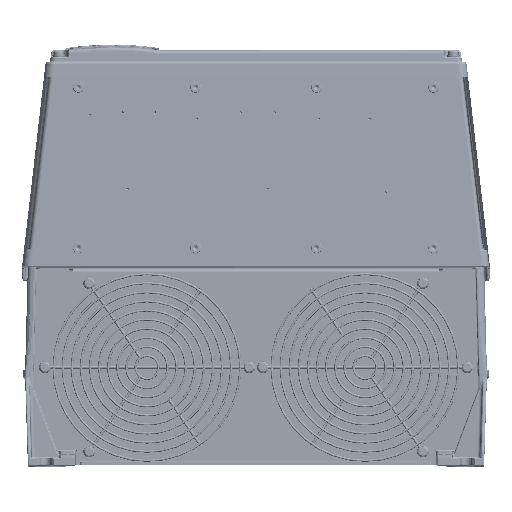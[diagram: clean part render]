
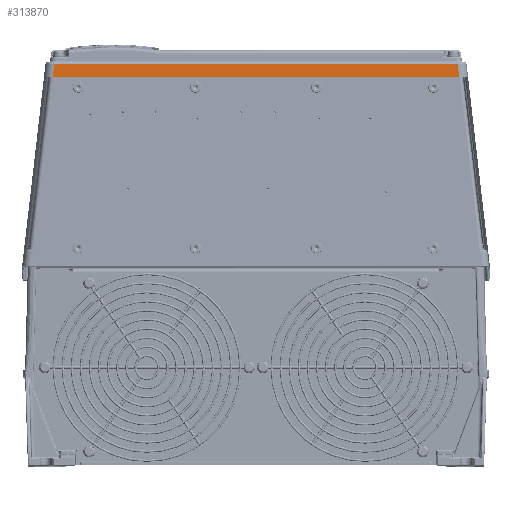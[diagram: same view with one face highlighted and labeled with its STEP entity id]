
A CAD part, top view. The second image highlights one B-rep face of the part: STEP entity #313870.
In plain terms, the highlighted planar face has unit normal (0, 0.035, 0.999).
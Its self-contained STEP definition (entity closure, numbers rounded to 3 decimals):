
#10374=CARTESIAN_POINT('',(-161.254,142.5,376.512));
#10376=DIRECTION('',(1.,0.,0.));
#10377=VECTOR('',#10376,322.508);
#10378=CARTESIAN_POINT('',(-161.254,142.5,376.512));
#10379=LINE('',#10378,#10377);
#82659=DIRECTION('',(-1.,0.,0.));
#82660=VECTOR('',#82659,320.133);
#82661=CARTESIAN_POINT('',(160.066,152.763,376.154));
#82662=LINE('',#82661,#82660);
#82682=DIRECTION('',(0.115,-0.993,0.035));
#82683=VECTOR('',#82682,10.338);
#82684=CARTESIAN_POINT('',(160.066,152.763,376.154));
#82685=LINE('',#82684,#82683);
#82686=DIRECTION('',(0.115,0.993,-0.035));
#82687=VECTOR('',#82686,10.338);
#82688=CARTESIAN_POINT('',(-161.254,142.5,376.512));
#82689=LINE('',#82688,#82687);
#109996=VERTEX_POINT('',#10374);
#109997=CARTESIAN_POINT('',(161.254,142.5,376.512));
#109998=VERTEX_POINT('',#109997);
#110235=CARTESIAN_POINT('',(-160.066,152.763,
376.154));
#110236=VERTEX_POINT('',#110235);
#110237=CARTESIAN_POINT('',(160.066,152.763,
376.154));
#110238=VERTEX_POINT('',#110237);
#313858=CARTESIAN_POINT('',(169.512,142.5,376.512));
#313859=DIRECTION('',(0.,0.035,0.999));
#313860=DIRECTION('',(-1.,0.,0.));
#313861=AXIS2_PLACEMENT_3D('',#313858,#313859,#313860);
#313862=PLANE('',#313861);
#313863=ORIENTED_EDGE('',*,*,#313669,.F.);
#313864=ORIENTED_EDGE('',*,*,#313846,.T.);
#313865=ORIENTED_EDGE('',*,*,#136380,.F.);
#313867=ORIENTED_EDGE('',*,*,#313866,.T.);
#313868=EDGE_LOOP('',(#313863,#313864,#313865,#313867));
#313869=FACE_OUTER_BOUND('',#313868,.F.);
#313870=ADVANCED_FACE('',(#313869),#313862,.T.);
#136380=EDGE_CURVE('',#109996,#109998,#10379,.T.);
#313669=EDGE_CURVE('',#110238,#110236,#82662,.T.);
#313846=EDGE_CURVE('',#110238,#109998,#82685,.T.);
#313866=EDGE_CURVE('',#109996,#110236,#82689,.T.);
